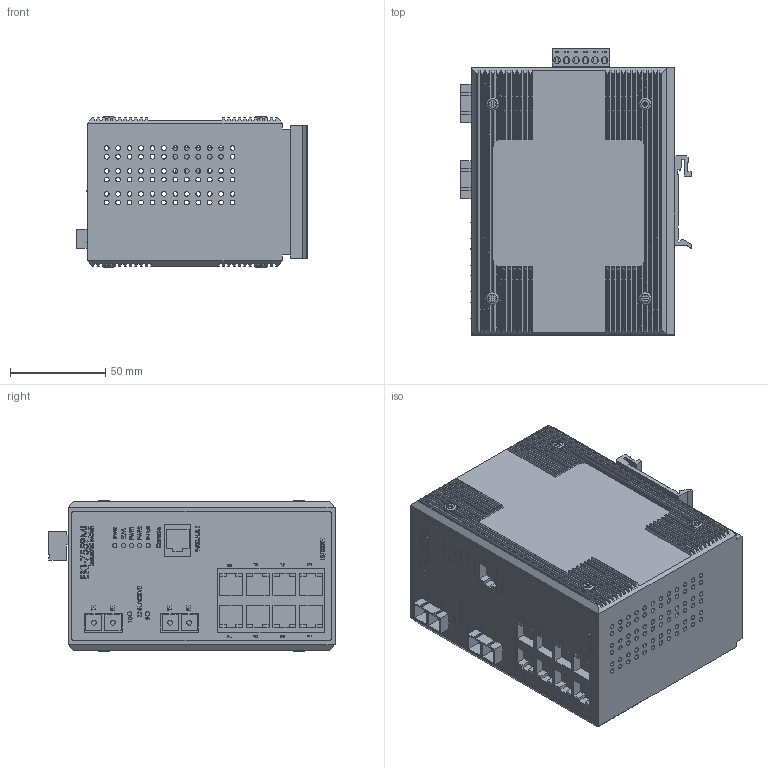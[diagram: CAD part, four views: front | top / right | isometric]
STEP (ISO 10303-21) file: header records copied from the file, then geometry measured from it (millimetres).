
FILE_DESCRIPTION (( 'STEP AP203' ), '1' );
FILE_NAME ('EKI-7559MI.STEP', '2008-04-17T02:28:49', ( 'Bryan Andersen' ), ( 'Andersen Professional 3-D Modeling' ), 'SwSTEP 2.0', 'SolidWorks 2007', '' );
FILE_SCHEMA (( 'CONFIG_CONTROL_DESIGN' ));
Products named in the file (1): EKI-7559MI
Bounding box: 120.95 x 150 x 79 mm (x, y, z)
Volume: 1087003 mm3; surface area: 169620.2 mm2
Topology: 1 solids, 1 shells, 2543 faces, 6957 edges, 4602 vertices
Faces by surface type: plane 1577, bspline 472, cylinder 422, cone 50, torus 22
Entity records: 105434 total; most frequent: CARTESIAN_POINT 44171, ORIENTED_EDGE 13914, DIRECTION 10471, EDGE_CURVE 6957, LINE 4867, VECTOR 4867, VERTEX_POINT 4602, EDGE_LOOP 2899
